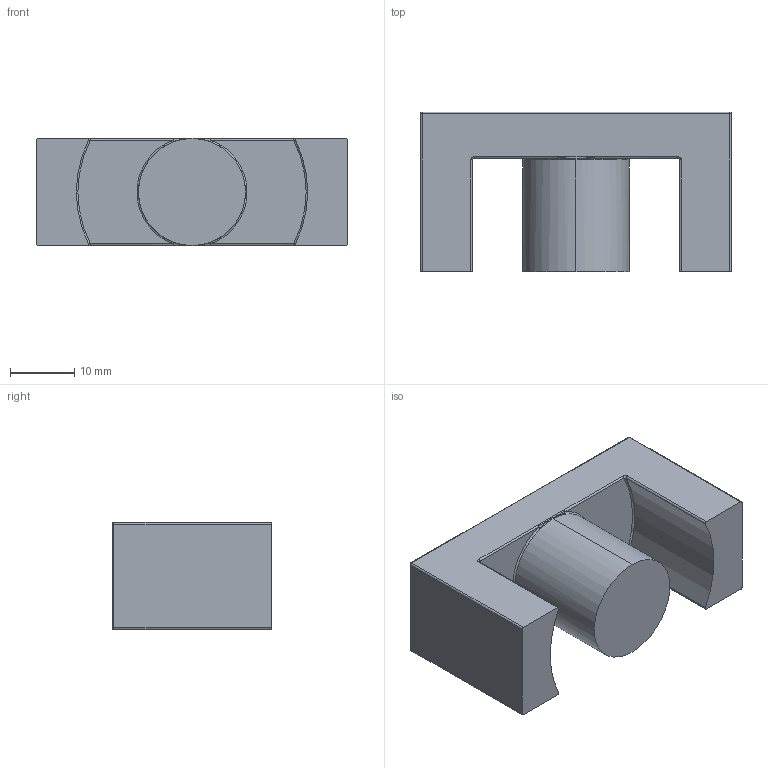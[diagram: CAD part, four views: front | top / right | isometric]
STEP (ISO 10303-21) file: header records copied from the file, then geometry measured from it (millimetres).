
FILE_DESCRIPTION (( 'STEP AP214' ), '1' );
FILE_NAME ('Core B66367.STEP', '2024-11-06T13:25:16', ( '' ), ( '' ), 'SwSTEP 2.0', 'SolidWorks 2023', '' );
FILE_SCHEMA (( 'AUTOMOTIVE_DESIGN' ));
Length unit declared in the file: millimetre
Products named in the file (1): Core B66367
Bounding box: 48.5 x 24.9 x 16.7 mm (x, y, z)
Volume: 13762.4 mm3; surface area: 5215.9 mm2
Topology: 1 solids, 1 shells, 54 faces, 128 edges, 72 vertices
Faces by surface type: cylinder 20, bspline 16, plane 10, torus 4, sphere 4
Entity records: 2439 total; most frequent: CARTESIAN_POINT 1315, ORIENTED_EDGE 248, DIRECTION 198, EDGE_CURVE 124, AXIS2_PLACEMENT_3D 79, VERTEX_POINT 72, EDGE_LOOP 54, ADVANCED_FACE 54
